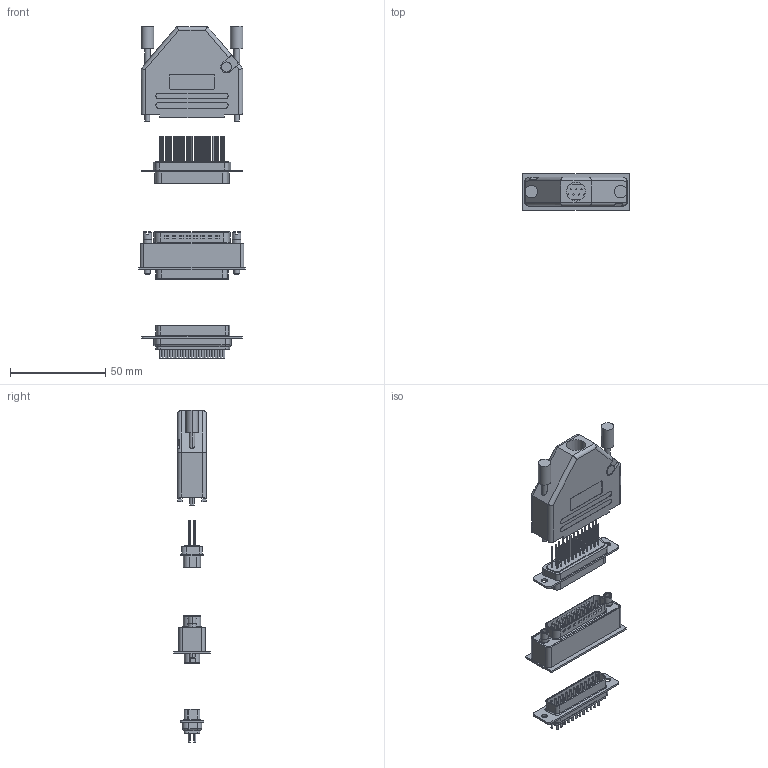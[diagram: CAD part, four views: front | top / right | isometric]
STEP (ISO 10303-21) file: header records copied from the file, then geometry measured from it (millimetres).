
FILE_DESCRIPTION (( 'STEP AP214' ), '1' );
FILE_NAME ('INGUN_112198.STEP', '2024-12-12T08:44:57', ( '' ), ( '' ), 'SwSTEP 2.0', 'SolidWorks 2023', '' );
FILE_SCHEMA (( 'AUTOMOTIVE_DESIGN' ));
Length unit declared in the file: millimetre
Products named in the file (6): 29626~0; 43450~0_S; 29631~0; 116274~0_S; INGUN_112198; 112193~0_S
Assembly tree (5 placements, depth 2):
  INGUN_112198
    112193~0_S
    29631~0
    29626~0
    116274~0_S
    43450~0_S
Bounding box: 56 x 19 x 174.66 mm (x, y, z)
Volume: 25516.7 mm3; surface area: 38341.1 mm2
Topology: 4 solids, 39 shells, 2731 faces, 6797 edges, 4378 vertices
Faces by surface type: plane 1143, cylinder 1090, cone 234, bspline 186, sphere 50, torus 28
Entity records: 90148 total; most frequent: CARTESIAN_POINT 25173, DIRECTION 13577, ORIENTED_EDGE 13236, EDGE_CURVE 6643, AXIS2_PLACEMENT_3D 5145, VERTEX_POINT 4328, LINE 3287, VECTOR 3287
